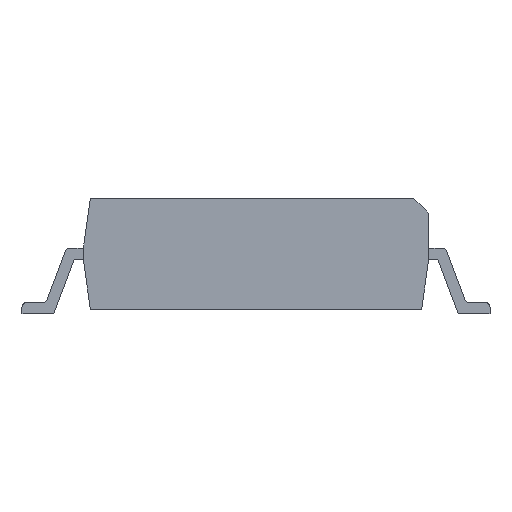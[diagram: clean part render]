
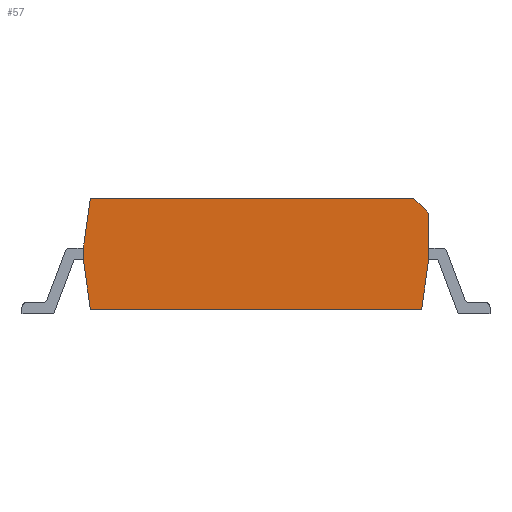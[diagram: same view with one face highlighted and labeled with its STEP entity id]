
A CAD part, left-side view. The second image highlights one B-rep face of the part: STEP entity #57.
In plain terms, the highlighted planar face has unit normal (-1, 0, 0).
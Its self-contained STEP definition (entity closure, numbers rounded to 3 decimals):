
#57 = ADVANCED_FACE ( 'NONE', ( #875 ), #21711, .F. ) ;
#111 = ORIENTED_EDGE ( 'NONE', *, *, #29672, .T. ) ;
#139 = LINE ( 'NONE', #4211, #14848 ) ;
#685 = EDGE_CURVE ( 'NONE', #20568, #16163, #27609, .T. ) ;
#875 = FACE_OUTER_BOUND ( 'NONE', #27433, .T. ) ;
#898 = LINE ( 'NONE', #20206, #8571 ) ;
#2376 = CARTESIAN_POINT ( 'NONE',  ( -6.35, 3.8, 2.45 ) ) ;
#2495 = ORIENTED_EDGE ( 'NONE', *, *, #9005, .F. ) ;
#2911 = EDGE_CURVE ( 'NONE', #16278, #29458, #898, .T. ) ;
#4045 = DIRECTION ( 'NONE',  ( 0., 0., -1. ) ) ;
#4166 = DIRECTION ( 'NONE',  ( 0., -0.139, 0.99 ) ) ;
#4211 = CARTESIAN_POINT ( 'NONE',  ( -6.35, -3.8, 2.12 ) ) ;
#5506 = VERTEX_POINT ( 'NONE', #8516 ) ;
#5772 = VECTOR ( 'NONE', #26253, 1000. ) ;
#5860 = DIRECTION ( 'NONE',  ( 1., 0., 0. ) ) ;
#5873 = ORIENTED_EDGE ( 'NONE', *, *, #2911, .F. ) ;
#6531 = CARTESIAN_POINT ( 'NONE',  ( -6.35, 3.645, 0. ) ) ;
#7317 = LINE ( 'NONE', #28598, #12086 ) ;
#7368 = LINE ( 'NONE', #28054, #29061 ) ;
#8516 = CARTESIAN_POINT ( 'NONE',  ( -6.35, 3.645, 2.45 ) ) ;
#8571 = VECTOR ( 'NONE', #4045, 1000. ) ;
#9005 = EDGE_CURVE ( 'NONE', #9831, #16278, #139, .T. ) ;
#9743 = CARTESIAN_POINT ( 'NONE',  ( -6.35, -3.8, 1.1 ) ) ;
#9831 = VERTEX_POINT ( 'NONE', #24794 ) ;
#9837 = DIRECTION ( 'NONE',  ( 0., 0., -1. ) ) ;
#10473 = DIRECTION ( 'NONE',  ( 0., -1., 0. ) ) ;
#12086 = VECTOR ( 'NONE', #26028, 1000. ) ;
#12883 = VECTOR ( 'NONE', #18369, 1000. ) ;
#13218 = ORIENTED_EDGE ( 'NONE', *, *, #28058, .F. ) ;
#13736 = CARTESIAN_POINT ( 'NONE',  ( -6.35, -3.8, 2.12 ) ) ;
#14136 = VECTOR ( 'NONE', #10473, 1000. ) ;
#14665 = VERTEX_POINT ( 'NONE', #15836 ) ;
#14848 = VECTOR ( 'NONE', #27485, 1000. ) ;
#15377 = LINE ( 'NONE', #24641, #14136 ) ;
#15758 = LINE ( 'NONE', #25021, #24758 ) ;
#15836 = CARTESIAN_POINT ( 'NONE',  ( -6.35, -3.645, 0. ) ) ;
#16163 = VERTEX_POINT ( 'NONE', #24105 ) ;
#16278 = VERTEX_POINT ( 'NONE', #13736 ) ;
#16892 = EDGE_CURVE ( 'NONE', #17497, #16163, #7368, .T. ) ;
#17497 = VERTEX_POINT ( 'NONE', #6531 ) ;
#17602 = ORIENTED_EDGE ( 'NONE', *, *, #28910, .F. ) ;
#18365 = DIRECTION ( 'NONE',  ( 0., 0.139, 0.99 ) ) ;
#18369 = DIRECTION ( 'NONE',  ( 0., 0., -1. ) ) ;
#19265 = CARTESIAN_POINT ( 'NONE',  ( -6.35, -3.8, 1.1 ) ) ;
#20206 = CARTESIAN_POINT ( 'NONE',  ( -6.35, -3.8, 2.45 ) ) ;
#20568 = VERTEX_POINT ( 'NONE', #26930 ) ;
#21229 = ORIENTED_EDGE ( 'NONE', *, *, #16892, .F. ) ;
#21539 = LINE ( 'NONE', #19265, #5772 ) ;
#21711 = PLANE ( 'NONE',  #23047 ) ;
#22161 = ORIENTED_EDGE ( 'NONE', *, *, #685, .T. ) ;
#22535 = ORIENTED_EDGE ( 'NONE', *, *, #26979, .F. ) ;
#23047 = AXIS2_PLACEMENT_3D ( 'NONE', #28970, #5860, #9837 ) ;
#24105 = CARTESIAN_POINT ( 'NONE',  ( -6.35, 3.8, 1.1 ) ) ;
#24641 = CARTESIAN_POINT ( 'NONE',  ( -6.35, -3.8, 0. ) ) ;
#24758 = VECTOR ( 'NONE', #4166, 1000. ) ;
#24794 = CARTESIAN_POINT ( 'NONE',  ( -6.35, -3.47, 2.45 ) ) ;
#25021 = CARTESIAN_POINT ( 'NONE',  ( -6.35, 3.8, 1.35 ) ) ;
#26028 = DIRECTION ( 'NONE',  ( 0., -1., 0. ) ) ;
#26253 = DIRECTION ( 'NONE',  ( 0., 0.139, -0.99 ) ) ;
#26930 = CARTESIAN_POINT ( 'NONE',  ( -6.35, 3.8, 1.35 ) ) ;
#26979 = EDGE_CURVE ( 'NONE', #5506, #9831, #7317, .T. ) ;
#27433 = EDGE_LOOP ( 'NONE', ( #111, #17602, #5873, #2495, #22535, #13218, #22161, #21229 ) ) ;
#27485 = DIRECTION ( 'NONE',  ( 0., -0.707, -0.707 ) ) ;
#27609 = LINE ( 'NONE', #2376, #12883 ) ;
#28054 = CARTESIAN_POINT ( 'NONE',  ( -6.35, 3.8, 1.1 ) ) ;
#28058 = EDGE_CURVE ( 'NONE', #20568, #5506, #15758, .T. ) ;
#28598 = CARTESIAN_POINT ( 'NONE',  ( -6.35, -3.8, 2.45 ) ) ;
#28910 = EDGE_CURVE ( 'NONE', #29458, #14665, #21539, .T. ) ;
#28970 = CARTESIAN_POINT ( 'NONE',  ( -6.35, -3.8, 2.45 ) ) ;
#29061 = VECTOR ( 'NONE', #18365, 1000. ) ;
#29458 = VERTEX_POINT ( 'NONE', #9743 ) ;
#29672 = EDGE_CURVE ( 'NONE', #17497, #14665, #15377, .T. ) ;
